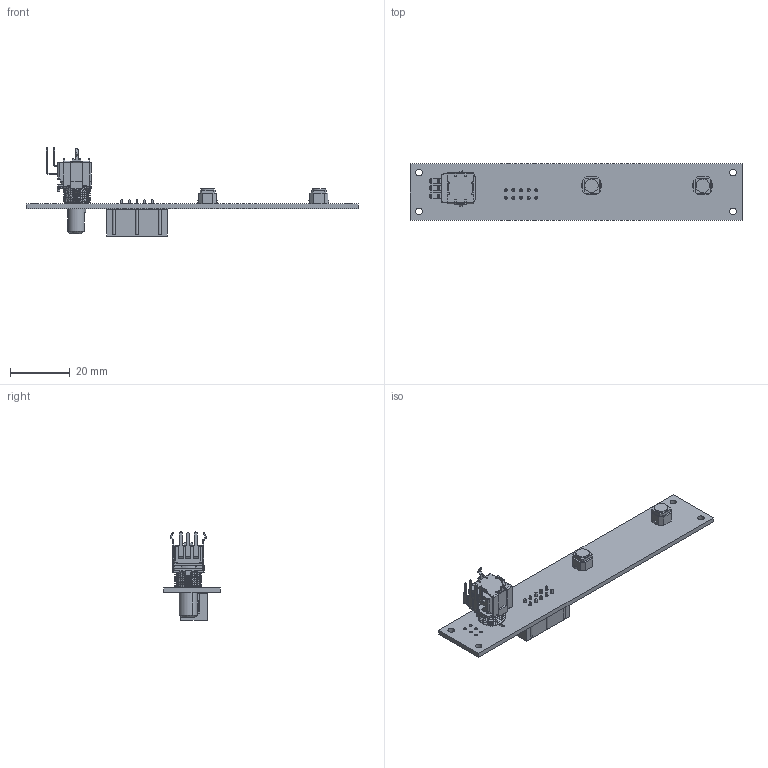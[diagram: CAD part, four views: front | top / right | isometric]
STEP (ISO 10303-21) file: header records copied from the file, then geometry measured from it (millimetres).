
FILE_DESCRIPTION(('KiCad electronic assembly'),'2;1');
FILE_NAME('112VU.step','2024-08-19T02:19:05',('Pcbnew'),('Kicad'), 'Open CASCADE STEP processor 7.6','KiCad to STEP converter','Unknown' );
FILE_SCHEMA(('AUTOMOTIVE_DESIGN { 1 0 10303 214 1 1 1 1 }'));
Length unit declared in the file: millimetre
Products named in the file (8): 112VU 1; RK09L12-F15V; 112VU 1.1.1; SW_Push_1TS009xxxx-xxxx-xxxx_6x6x5mm; LinkGroup; IDC-Header_2x05_P2.54mm_Vertical; IDC_Header_2x05_P254mm_Vertical; 112VU_PCB
Assembly tree (8 placements, depth 3):
  112VU 1
    RK09L12-F15V
      112VU 1.1.1
    SW_Push_1TS009xxxx-xxxx-xxxx_6x6x5mm  x2
      LinkGroup
    IDC-Header_2x05_P2.54mm_Vertical
      IDC_Header_2x05_P254mm_Vertical
    112VU_PCB
Bounding box: 111 x 19 x 29.44 mm (x, y, z)
Volume: 5939.6 mm3; surface area: 7869.4 mm2
Topology: 9 solids, 9 shells, 790 faces, 2062 edges, 1316 vertices
Faces by surface type: plane 591, cylinder 185, bspline 7, cone 3, revolution 2, torus 2
Full cylindrical faces by diameter (mm): 1 x22, 2.2 x4, 4.5 x2
Entity records: 26578 total; most frequent: CARTESIAN_POINT 6320, ORIENTED_EDGE 3902, DIRECTION 3740, EDGE_CURVE 1951, LINE 1528, VECTOR 1528, VERTEX_POINT 1242, AXIS2_PLACEMENT_3D 1105
